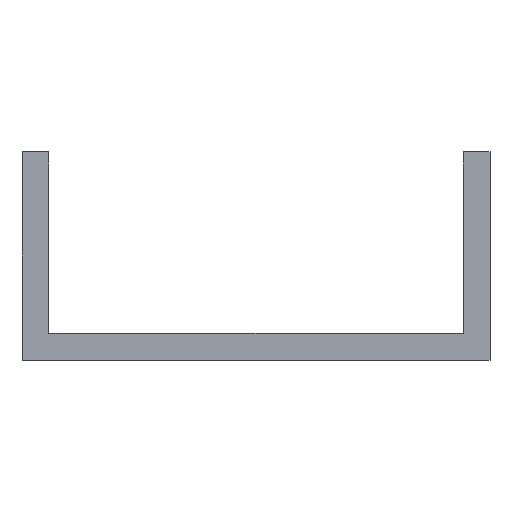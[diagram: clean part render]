
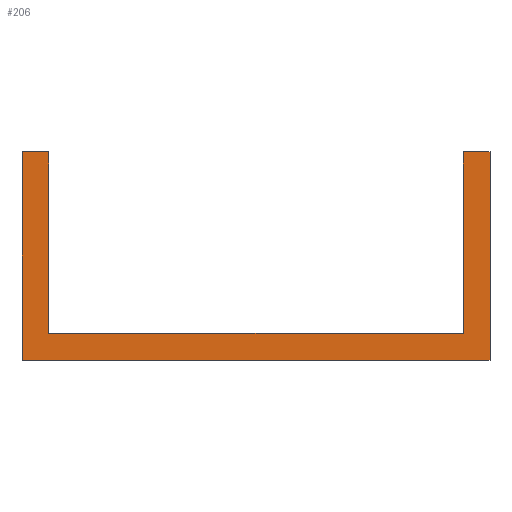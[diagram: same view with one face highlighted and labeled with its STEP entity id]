
A CAD part, front view. The second image highlights one B-rep face of the part: STEP entity #206.
In plain terms, the highlighted planar face has unit normal (0, -1, 0).
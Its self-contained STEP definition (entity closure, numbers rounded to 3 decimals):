
#4 = VERTEX_POINT ( 'NONE', #414 ) ;
#5 = DIRECTION ( 'NONE',  ( 0., 0., 1. ) ) ;
#8 = ORIENTED_EDGE ( 'NONE', *, *, #52, .T. ) ;
#31 = CARTESIAN_POINT ( 'NONE',  ( 0., -58.075, -23.816 ) ) ;
#38 = VERTEX_POINT ( 'NONE', #70 ) ;
#42 = PLANE ( 'NONE',  #265 ) ;
#46 = CARTESIAN_POINT ( 'NONE',  ( 134.212, -58.075, 54.184 ) ) ;
#52 = EDGE_CURVE ( 'NONE', #718, #38, #185, .T. ) ;
#59 = FACE_OUTER_BOUND ( 'NONE', #676, .T. ) ;
#61 = VECTOR ( 'NONE', #572, 1000. ) ;
#62 = VECTOR ( 'NONE', #555, 1000. ) ;
#70 = CARTESIAN_POINT ( 'NONE',  ( -31.249, -58.075, -13.816 ) ) ;
#93 = ORIENTED_EDGE ( 'NONE', *, *, #732, .F. ) ;
#103 = CARTESIAN_POINT ( 'NONE',  ( 124.212, -58.075, 54.184 ) ) ;
#112 = CARTESIAN_POINT ( 'NONE',  ( -41.249, -58.075, 54.184 ) ) ;
#128 = CARTESIAN_POINT ( 'NONE',  ( 134.212, -58.075, 54.184 ) ) ;
#132 = VECTOR ( 'NONE', #677, 1000. ) ;
#145 = ORIENTED_EDGE ( 'NONE', *, *, #626, .F. ) ;
#178 = EDGE_CURVE ( 'NONE', #38, #720, #444, .T. ) ;
#185 = LINE ( 'NONE', #300, #61 ) ;
#193 = VECTOR ( 'NONE', #478, 1000. ) ;
#206 = ADVANCED_FACE ( 'NONE', ( #59 ), #42, .T. ) ;
#225 = LINE ( 'NONE', #46, #132 ) ;
#230 = DIRECTION ( 'NONE',  ( 0., 0., -1. ) ) ;
#256 = VERTEX_POINT ( 'NONE', #390 ) ;
#265 = AXIS2_PLACEMENT_3D ( 'NONE', #279, #449, #230 ) ;
#267 = VECTOR ( 'NONE', #271, 1000. ) ;
#271 = DIRECTION ( 'NONE',  ( 1., 0., 0. ) ) ;
#279 = CARTESIAN_POINT ( 'NONE',  ( 0., -58.075, 0. ) ) ;
#292 = ORIENTED_EDGE ( 'NONE', *, *, #312, .T. ) ;
#300 = CARTESIAN_POINT ( 'NONE',  ( 137.214, -58.075, -13.816 ) ) ;
#301 = VERTEX_POINT ( 'NONE', #112 ) ;
#309 = LINE ( 'NONE', #535, #267 ) ;
#312 = EDGE_CURVE ( 'NONE', #4, #353, #225, .T. ) ;
#315 = DIRECTION ( 'NONE',  ( 0., 0., -1. ) ) ;
#324 = ORIENTED_EDGE ( 'NONE', *, *, #518, .F. ) ;
#349 = CARTESIAN_POINT ( 'NONE',  ( 124.212, -58.075, -13.816 ) ) ;
#353 = VERTEX_POINT ( 'NONE', #128 ) ;
#370 = CARTESIAN_POINT ( 'NONE',  ( -41.249, -58.075, 84.085 ) ) ;
#389 = VECTOR ( 'NONE', #5, 1000. ) ;
#390 = CARTESIAN_POINT ( 'NONE',  ( -41.249, -58.075, -23.816 ) ) ;
#396 = LINE ( 'NONE', #665, #62 ) ;
#403 = DIRECTION ( 'NONE',  ( 1., 0., 0. ) ) ;
#412 = LINE ( 'NONE', #31, #193 ) ;
#414 = CARTESIAN_POINT ( 'NONE',  ( 134.212, -58.075, -23.816 ) ) ;
#444 = LINE ( 'NONE', #509, #389 ) ;
#446 = EDGE_CURVE ( 'NONE', #301, #256, #480, .T. ) ;
#449 = DIRECTION ( 'NONE',  ( 0., -1., 0. ) ) ;
#452 = ORIENTED_EDGE ( 'NONE', *, *, #710, .F. ) ;
#478 = DIRECTION ( 'NONE',  ( -1., 0., 0. ) ) ;
#480 = LINE ( 'NONE', #370, #629 ) ;
#509 = CARTESIAN_POINT ( 'NONE',  ( -31.249, -58.075, -23.816 ) ) ;
#518 = EDGE_CURVE ( 'NONE', #301, #720, #309, .T. ) ;
#535 = CARTESIAN_POINT ( 'NONE',  ( 0., -58.075, 54.184 ) ) ;
#555 = DIRECTION ( 'NONE',  ( 0., 0., 1. ) ) ;
#564 = ORIENTED_EDGE ( 'NONE', *, *, #178, .T. ) ;
#572 = DIRECTION ( 'NONE',  ( -1., 0., 0. ) ) ;
#595 = VERTEX_POINT ( 'NONE', #103 ) ;
#596 = LINE ( 'NONE', #682, #653 ) ;
#626 = EDGE_CURVE ( 'NONE', #718, #595, #396, .T. ) ;
#629 = VECTOR ( 'NONE', #315, 1000. ) ;
#634 = CARTESIAN_POINT ( 'NONE',  ( -31.249, -58.075, 54.184 ) ) ;
#653 = VECTOR ( 'NONE', #403, 1000. ) ;
#665 = CARTESIAN_POINT ( 'NONE',  ( 124.212, -58.075, -23.816 ) ) ;
#676 = EDGE_LOOP ( 'NONE', ( #324, #711, #452, #292, #93, #145, #8, #564 ) ) ;
#677 = DIRECTION ( 'NONE',  ( 0., 0., 1. ) ) ;
#682 = CARTESIAN_POINT ( 'NONE',  ( 0., -58.075, 54.184 ) ) ;
#710 = EDGE_CURVE ( 'NONE', #4, #256, #412, .T. ) ;
#711 = ORIENTED_EDGE ( 'NONE', *, *, #446, .T. ) ;
#718 = VERTEX_POINT ( 'NONE', #349 ) ;
#720 = VERTEX_POINT ( 'NONE', #634 ) ;
#732 = EDGE_CURVE ( 'NONE', #595, #353, #596, .T. ) ;
